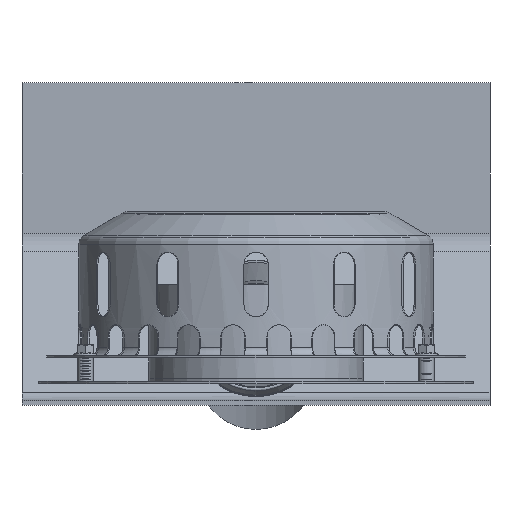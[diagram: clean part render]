
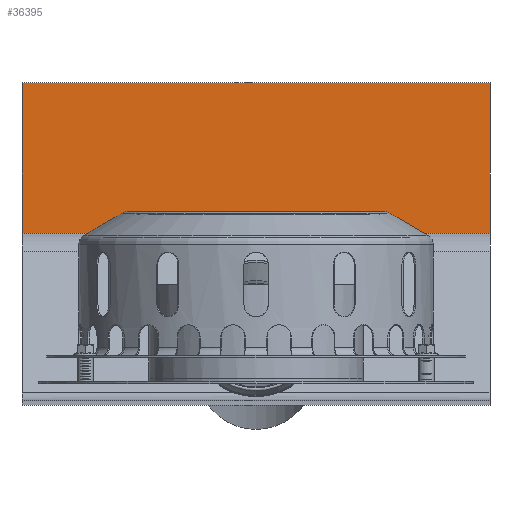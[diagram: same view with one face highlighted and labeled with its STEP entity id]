
A CAD part, left-side view. The second image highlights one B-rep face of the part: STEP entity #36395.
In plain terms, the highlighted planar face has unit normal (-1, 0, 0).
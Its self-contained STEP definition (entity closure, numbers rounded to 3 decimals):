
#846=PLANE('',#38194);
#2402=LINE('',#49373,#7074);
#2403=LINE('',#49375,#7075);
#2404=LINE('',#49377,#7076);
#2405=LINE('',#49378,#7077);
#7074=VECTOR('',#40321,1.);
#7075=VECTOR('',#40322,1.);
#7076=VECTOR('',#40323,1.);
#7077=VECTOR('',#40324,1.);
#11866=FACE_OUTER_BOUND('',#13644,.T.);
#13644=EDGE_LOOP('',(#25712,#25713,#25714,#25715));
#16833=VERTEX_POINT('',#49371);
#16834=VERTEX_POINT('',#49372);
#16835=VERTEX_POINT('',#49374);
#16836=VERTEX_POINT('',#49376);
#20372=EDGE_CURVE('',#16833,#16834,#2402,.T.);
#20373=EDGE_CURVE('',#16835,#16834,#2403,.T.);
#20374=EDGE_CURVE('',#16836,#16835,#2404,.T.);
#20375=EDGE_CURVE('',#16836,#16833,#2405,.T.);
#25712=ORIENTED_EDGE('',*,*,#20372,.T.);
#25713=ORIENTED_EDGE('',*,*,#20373,.F.);
#25714=ORIENTED_EDGE('',*,*,#20374,.F.);
#25715=ORIENTED_EDGE('',*,*,#20375,.T.);
#36395=ADVANCED_FACE('',(#11866),#846,.T.);
#38194=AXIS2_PLACEMENT_3D('',#49370,#40319,#40320);
#40319=DIRECTION('center_axis',(-1.,0.,0.));
#40320=DIRECTION('ref_axis',(0.,-1.,0.));
#40321=DIRECTION('',(0.,0.,1.));
#40322=DIRECTION('',(0.,-1.,0.));
#40323=DIRECTION('',(0.,0.,1.));
#40324=DIRECTION('',(0.,-1.,0.));
#49370=CARTESIAN_POINT('Origin',(2122.753,645.359,238.248));
#49371=CARTESIAN_POINT('',(2122.753,355.359,238.248));
#49372=CARTESIAN_POINT('',(2122.753,355.359,331.621));
#49373=CARTESIAN_POINT('',(2122.753,355.359,238.248));
#49374=CARTESIAN_POINT('',(2122.753,645.359,331.621));
#49375=CARTESIAN_POINT('',(2122.753,645.359,331.621));
#49376=CARTESIAN_POINT('',(2122.753,645.359,238.248));
#49377=CARTESIAN_POINT('',(2122.753,645.359,238.248));
#49378=CARTESIAN_POINT('',(2122.753,645.359,238.248));
